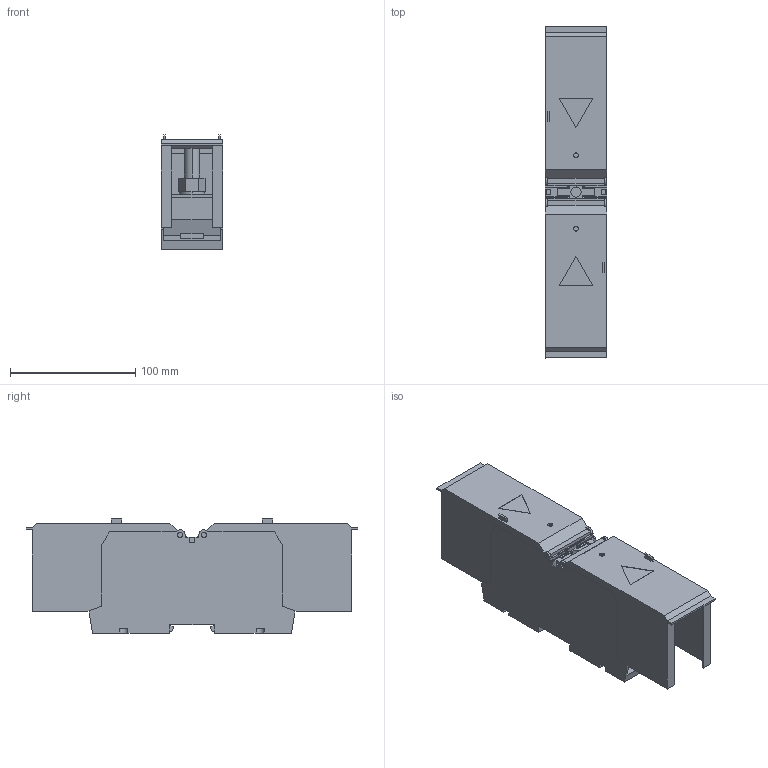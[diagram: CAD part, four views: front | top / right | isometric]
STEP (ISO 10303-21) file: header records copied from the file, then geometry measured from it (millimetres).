
FILE_DESCRIPTION(('Creo Elements/Direct Modeling STEP Export'),'2;1');
FILE_NAME('model.stp','2021-04-08T 0:23:16',(''),(''),'Creo Elements/Direct Modeling STEP processor for AP214 (Solid Model)','Creo Elements/Direct Modeling 20.1D 10-Oct-2020 (C) Parametric Technology GmbH','');
FILE_SCHEMA(('AUTOMOTIVE_DESIGN { 1 0 10303 214 1 1 1 1 }'));
Length unit declared in the file: millimetre
Products named in the file (2): RBO_12_HC_BU-Select
Assembly tree (1 placements, depth 2):
  RBO_12_HC_BU-Select
    RBO_12_HC_BU-Select
Bounding box: 49 x 264.7 x 91 mm (x, y, z)
Volume: 316324.1 mm3; surface area: 129696.2 mm2
Topology: 1 solids, 1 shells, 329 faces, 940 edges, 620 vertices
Faces by surface type: plane 287, cylinder 42
Entity records: 12786 total; most frequent: ORIENTED_EDGE 1880, CARTESIAN_POINT 1782, DIRECTION 1540, EDGE_CURVE 940, VECTOR 784, LINE 784, VERTEX_POINT 620, AXIS2_PLACEMENT_3D 378
